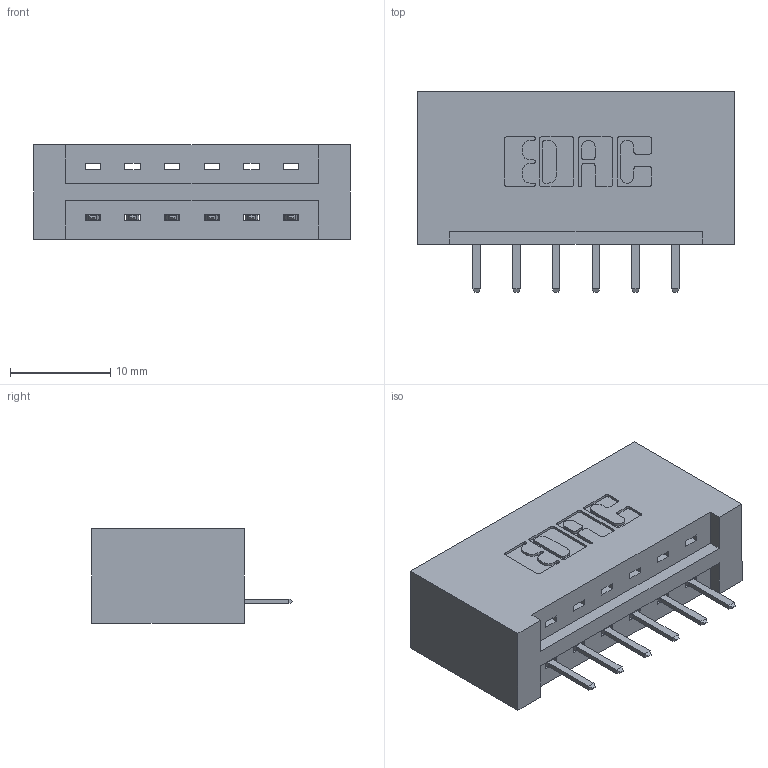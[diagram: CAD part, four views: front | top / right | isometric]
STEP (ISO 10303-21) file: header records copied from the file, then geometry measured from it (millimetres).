
FILE_DESCRIPTION (( 'STEP AP203' ), '1' );
FILE_NAME ('337-006-520-101.STEP', '2018-08-03T18:35:37', ( '' ), ( '' ), 'SwSTEP 2.0', 'SolidWorks 2016', '' );
FILE_SCHEMA (( 'CONFIG_CONTROL_DESIGN' ));
Length unit declared in the file: inch
Products named in the file (3): 337 Part_No Mounting Lugs; 345-292-001_345-293-120; 337-006-520-101
Assembly tree (7 placements, depth 2):
  337-006-520-101
    337 Part_No Mounting Lugs
    345-292-001_345-293-120  x6
Bounding box: 31.65 x 20.02 x 9.4 mm (x, y, z)
Volume: 3560.3 mm3; surface area: 3398.5 mm2
Topology: 7 solids, 7 shells, 502 faces, 1463 edges, 958 vertices
Faces by surface type: plane 354, cylinder 148
Entity records: 8953 total; most frequent: CARTESIAN_POINT 1576, ORIENTED_EDGE 1506, DIRECTION 1381, EDGE_CURVE 753, LINE 629, VECTOR 629, VERTEX_POINT 498, AXIS2_PLACEMENT_3D 376
